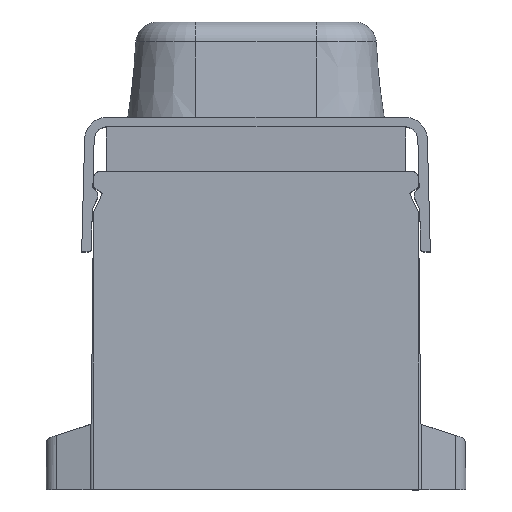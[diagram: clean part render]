
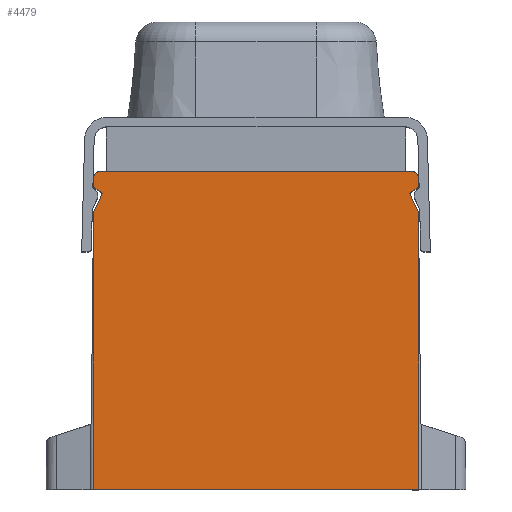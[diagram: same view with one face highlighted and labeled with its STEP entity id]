
A CAD part, top view. The second image highlights one B-rep face of the part: STEP entity #4479.
In plain terms, the highlighted planar face has unit normal (0, 0, 1).
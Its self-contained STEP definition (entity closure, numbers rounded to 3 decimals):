
#196=DIRECTION('',(-1.,0.,0.));
#197=VECTOR('',#196,48.974);
#198=CARTESIAN_POINT('',(24.487,14.5,22.));
#199=LINE('',#198,#197);
#435=DIRECTION('',(0.,1.,0.));
#436=VECTOR('',#435,37.4);
#437=CARTESIAN_POINT('',(25.6,-35.5,22.));
#438=LINE('',#437,#436);
#439=DIRECTION('',(1.,0.,0.));
#440=VECTOR('',#439,51.2);
#441=CARTESIAN_POINT('',(-25.6,-35.5,22.));
#442=LINE('',#441,#440);
#443=DIRECTION('',(0.,-1.,0.));
#444=VECTOR('',#443,37.4);
#445=CARTESIAN_POINT('',(-25.606,1.9,22.));
#446=LINE('',#445,#444);
#447=DIRECTION('',(-0.01,-1.,0.));
#448=VECTOR('',#447,6.158);
#449=CARTESIAN_POINT('',(-25.544,8.058,22.));
#450=LINE('',#449,#448);
#451=DIRECTION('',(-0.423,-0.906,0.));
#452=VECTOR('',#451,3.135);
#453=CARTESIAN_POINT('',(-24.219,10.899,22.));
#454=LINE('',#453,#452);
#455=CARTESIAN_POINT('',(-24.4,10.984,22.));
#456=DIRECTION('',(0.,0.,-1.));
#457=DIRECTION('',(0.574,0.819,0.));
#458=AXIS2_PLACEMENT_3D('',#455,#456,#457);
#460=DIRECTION('',(0.819,-0.574,0.));
#461=VECTOR('',#460,1.275);
#462=CARTESIAN_POINT('',(-25.33,11.879,22.));
#463=LINE('',#462,#461);
#464=CARTESIAN_POINT('',(-25.1,12.207,22.));
#465=DIRECTION('',(0.,0.,1.));
#466=DIRECTION('',(-1.,0.01,0.));
#467=AXIS2_PLACEMENT_3D('',#464,#465,#466);
#469=DIRECTION('',(-0.01,-1.,0.));
#470=VECTOR('',#469,1.3);
#471=CARTESIAN_POINT('',(-25.487,13.511,22.));
#472=LINE('',#471,#470);
#473=CARTESIAN_POINT('',(-24.487,13.5,22.));
#474=DIRECTION('',(0.,0.,1.));
#475=DIRECTION('',(0.,1.,0.));
#476=AXIS2_PLACEMENT_3D('',#473,#474,#475);
#478=CARTESIAN_POINT('',(24.487,13.5,22.));
#479=DIRECTION('',(0.,0.,1.));
#480=DIRECTION('',(1.,0.011,0.));
#481=AXIS2_PLACEMENT_3D('',#478,#479,#480);
#483=DIRECTION('',(-0.01,1.,0.));
#484=VECTOR('',#483,1.3);
#485=CARTESIAN_POINT('',(25.5,12.211,22.));
#486=LINE('',#485,#484);
#487=CARTESIAN_POINT('',(25.1,12.207,22.));
#488=DIRECTION('',(0.,0.,1.));
#489=DIRECTION('',(0.574,-0.819,0.));
#490=AXIS2_PLACEMENT_3D('',#487,#488,#489);
#492=DIRECTION('',(0.819,0.574,0.));
#493=VECTOR('',#492,1.275);
#494=CARTESIAN_POINT('',(24.285,11.148,22.));
#495=LINE('',#494,#493);
#496=CARTESIAN_POINT('',(24.4,10.984,22.));
#497=DIRECTION('',(0.,0.,-1.));
#498=DIRECTION('',(-0.906,-0.423,0.));
#499=AXIS2_PLACEMENT_3D('',#496,#497,#498);
#501=DIRECTION('',(-0.423,0.906,0.));
#502=VECTOR('',#501,3.135);
#503=CARTESIAN_POINT('',(25.544,8.058,22.));
#504=LINE('',#503,#502);
#505=DIRECTION('',(-0.01,1.,0.));
#506=VECTOR('',#505,6.158);
#507=CARTESIAN_POINT('',(25.606,1.9,22.));
#508=LINE('',#507,#506);
#3227=CARTESIAN_POINT('',(25.544,8.058,22.));
#3228=CARTESIAN_POINT('',(24.219,10.899,22.));
#3229=VERTEX_POINT('',#3227);
#3230=VERTEX_POINT('',#3228);
#3231=CARTESIAN_POINT('',(24.285,11.148,22.));
#3232=VERTEX_POINT('',#3231);
#3233=CARTESIAN_POINT('',(25.33,11.879,22.));
#3234=VERTEX_POINT('',#3233);
#3235=CARTESIAN_POINT('',(25.5,12.211,22.));
#3236=VERTEX_POINT('',#3235);
#3237=CARTESIAN_POINT('',(25.487,13.511,22.));
#3238=VERTEX_POINT('',#3237);
#3239=CARTESIAN_POINT('',(24.487,14.5,22.));
#3240=VERTEX_POINT('',#3239);
#3241=CARTESIAN_POINT('',(-24.487,14.5,22.));
#3242=CARTESIAN_POINT('',(-25.487,13.511,22.));
#3243=VERTEX_POINT('',#3241);
#3244=VERTEX_POINT('',#3242);
#3245=CARTESIAN_POINT('',(-25.5,12.211,22.));
#3246=VERTEX_POINT('',#3245);
#3247=CARTESIAN_POINT('',(-25.33,11.879,22.));
#3248=VERTEX_POINT('',#3247);
#3249=CARTESIAN_POINT('',(-24.285,11.148,22.));
#3250=VERTEX_POINT('',#3249);
#3251=CARTESIAN_POINT('',(-24.219,10.899,22.));
#3252=VERTEX_POINT('',#3251);
#3253=CARTESIAN_POINT('',(-25.544,8.058,22.));
#3254=VERTEX_POINT('',#3253);
#3732=CARTESIAN_POINT('',(25.6,-35.5,22.));
#3733=CARTESIAN_POINT('',(25.606,1.9,22.));
#3734=VERTEX_POINT('',#3732);
#3735=VERTEX_POINT('',#3733);
#3736=CARTESIAN_POINT('',(-25.606,1.9,22.));
#3737=CARTESIAN_POINT('',(-25.6,-35.5,
22.));
#3738=VERTEX_POINT('',#3736);
#3739=VERTEX_POINT('',#3737);
#4440=CARTESIAN_POINT('',(0.,0.,22.));
#4441=DIRECTION('',(0.,0.,1.));
#4442=DIRECTION('',(1.,0.,0.));
#4443=AXIS2_PLACEMENT_3D('',#4440,#4441,#4442);
#4444=PLANE('',#4443);
#4446=ORIENTED_EDGE('',*,*,#4445,.F.);
#4448=ORIENTED_EDGE('',*,*,#4447,.F.);
#4450=ORIENTED_EDGE('',*,*,#4449,.F.);
#4452=ORIENTED_EDGE('',*,*,#4451,.F.);
#4454=ORIENTED_EDGE('',*,*,#4453,.F.);
#4456=ORIENTED_EDGE('',*,*,#4455,.F.);
#4458=ORIENTED_EDGE('',*,*,#4457,.F.);
#4460=ORIENTED_EDGE('',*,*,#4459,.F.);
#4462=ORIENTED_EDGE('',*,*,#4461,.F.);
#4463=ORIENTED_EDGE('',*,*,#4250,.F.);
#4464=ORIENTED_EDGE('',*,*,#4144,.F.);
#4466=ORIENTED_EDGE('',*,*,#4465,.F.);
#4468=ORIENTED_EDGE('',*,*,#4467,.F.);
#4470=ORIENTED_EDGE('',*,*,#4469,.F.);
#4472=ORIENTED_EDGE('',*,*,#4471,.F.);
#4474=ORIENTED_EDGE('',*,*,#4473,.F.);
#4475=ORIENTED_EDGE('',*,*,#4419,.F.);
#4476=ORIENTED_EDGE('',*,*,#4337,.F.);
#4477=EDGE_LOOP('',(#4446,#4448,#4450,#4452,#4454,#4456,#4458,#4460,#4462,#4463,
#4464,#4466,#4468,#4470,#4472,#4474,#4475,#4476));
#4478=FACE_OUTER_BOUND('',#4477,.F.);
#459=CIRCLE('',#458,0.2);
#468=CIRCLE('',#467,0.4);
#477=CIRCLE('',#476,1.);
#482=CIRCLE('',#481,1.);
#491=CIRCLE('',#490,0.4);
#500=CIRCLE('',#499,0.2);
#4144=EDGE_CURVE('',#3240,#3243,#199,.T.);
#4250=EDGE_CURVE('',#3243,#3244,#477,.T.);
#4337=EDGE_CURVE('',#3735,#3229,#508,.T.);
#4419=EDGE_CURVE('',#3229,#3230,#504,.T.);
#4445=EDGE_CURVE('',#3734,#3735,#438,.T.);
#4447=EDGE_CURVE('',#3739,#3734,#442,.T.);
#4449=EDGE_CURVE('',#3738,#3739,#446,.T.);
#4451=EDGE_CURVE('',#3254,#3738,#450,.T.);
#4453=EDGE_CURVE('',#3252,#3254,#454,.T.);
#4455=EDGE_CURVE('',#3250,#3252,#459,.T.);
#4457=EDGE_CURVE('',#3248,#3250,#463,.T.);
#4459=EDGE_CURVE('',#3246,#3248,#468,.T.);
#4461=EDGE_CURVE('',#3244,#3246,#472,.T.);
#4465=EDGE_CURVE('',#3238,#3240,#482,.T.);
#4467=EDGE_CURVE('',#3236,#3238,#486,.T.);
#4469=EDGE_CURVE('',#3234,#3236,#491,.T.);
#4471=EDGE_CURVE('',#3232,#3234,#495,.T.);
#4473=EDGE_CURVE('',#3230,#3232,#500,.T.);
#4479=ADVANCED_FACE('',(#4478),#4444,.T.);
